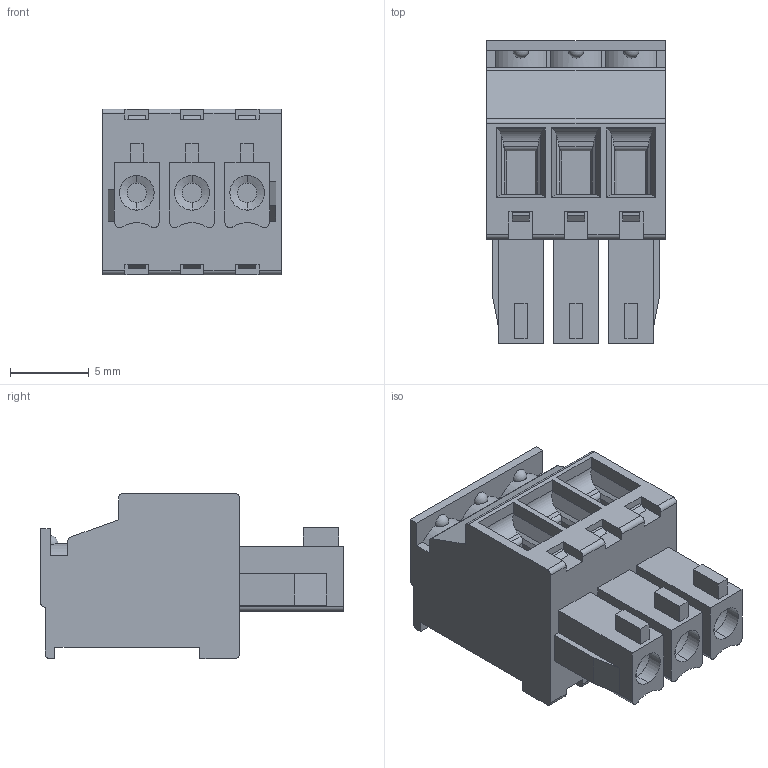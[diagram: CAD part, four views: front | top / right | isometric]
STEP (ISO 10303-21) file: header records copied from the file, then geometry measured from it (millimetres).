
FILE_DESCRIPTION((''),'2;1');
FILE_NAME('WJ15EDGKA-350-03P-00A','2017-03-15T',('QZY'),(''),'CREO PARAMETRIC BY PTC INC, 2014440','CREO PARAMETRIC BY PTC INC, 2014440','');
FILE_SCHEMA(('CONFIG_CONTROL_DESIGN'));
Length unit declared in the file: millimetre
Products named in the file (1): WJ15EDGKA-350-03P-00A
Bounding box: 11.3 x 19.2 x 10.5 mm (x, y, z)
Volume: 1379 mm3; surface area: 1326.8 mm2
Topology: 1 solids, 1 shells, 309 faces, 770 edges, 490 vertices
Faces by surface type: plane 192, cylinder 72, cone 24, torus 18, sphere 3
Entity records: 9250 total; most frequent: CARTESIAN_POINT 1784, ORIENTED_EDGE 1534, DIRECTION 1529, EDGE_CURVE 767, VECTOR 515, LINE 515, AXIS2_PLACEMENT_3D 507, VERTEX_POINT 490
